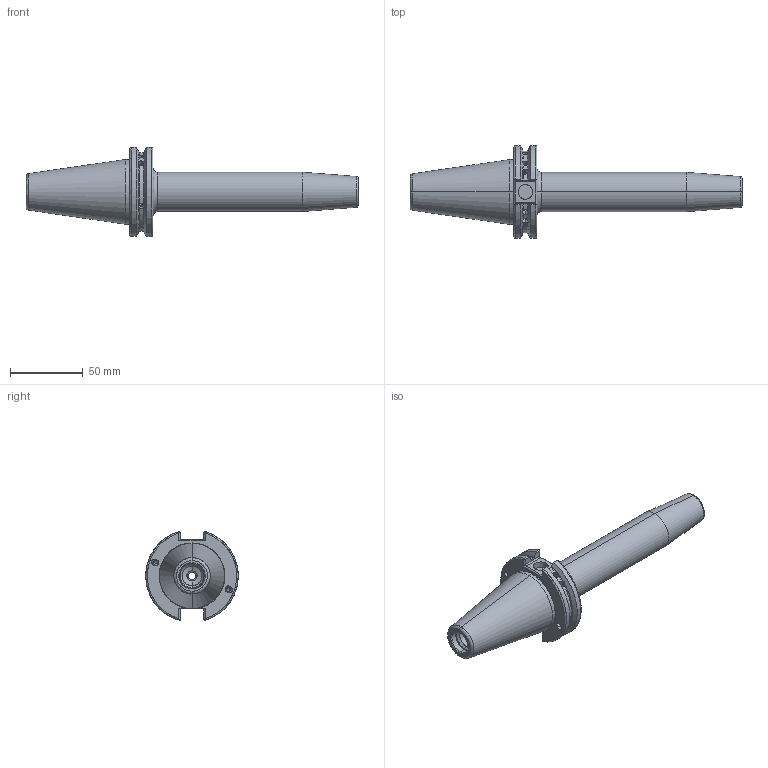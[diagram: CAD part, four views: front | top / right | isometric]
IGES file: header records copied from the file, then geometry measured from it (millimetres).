
Start section: SolidWorks IGES file using analytic representation for surfaces
Global section: file name: CA40B220-08160HP1.IGS; native system: SolidWorks 2013; preprocessor: SolidWorks 2013; author: Owner; date: 180514.102449; units: millimetre
Bounding box: 228.25 x 63.54 x 61.23 mm (x, y, z)
Surface area: 34646.8 mm2 (no closed solid volume)
Topology: 0 solids, 0 shells, 195 faces, 3094 edges, 3065 vertices
Faces by surface type: revolution 104, bspline 91
